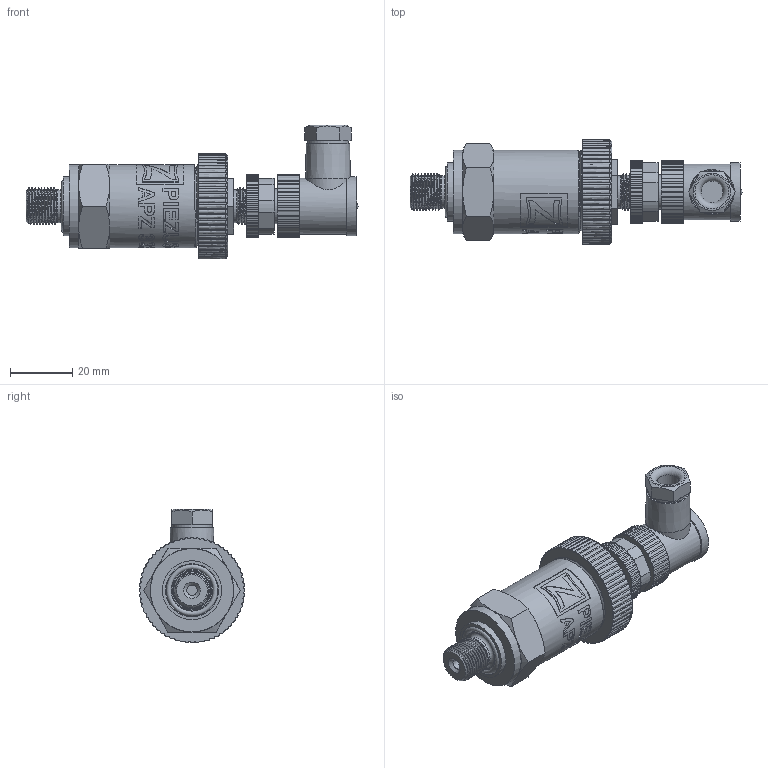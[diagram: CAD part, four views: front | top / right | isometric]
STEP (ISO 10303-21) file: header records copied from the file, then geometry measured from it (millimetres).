
FILE_DESCRIPTION(/* description */ (''),/* implementation_level */ '2;1');
FILE_NAME(/* name */ 'APZ3230_M12x1DIN_M12x1-angular.step',/* time_stamp */ '2021-06-24T10:24:15+03:00',/* author */ (''),/* organization */ (''),/* preprocessor_version */ 'ST-DEVELOPER v18.1',/* originating_system */ 'Autodesk Translation Framework v10.9.0.1377',/* authorisation */ '');
FILE_SCHEMA (('AUTOMOTIVE_DESIGN { 1 0 10303 214 3 1 1 }'));
Products named in the file (6): APZ3230_M12x1DIN_M12x1-angular; M12x1 DIN; OMAL nut M27x1.5 v8; M12x1 male v16; Ш100.000.002 v4; M12x1 female angular v10
Assembly tree (5 placements, depth 2):
  APZ3230_M12x1DIN_M12x1-angular
    M12x1 DIN
    OMAL nut M27x1.5 v8
    M12x1 male v16
    Ш100.000.002 v4
    M12x1 female angular v10
Bounding box: 107.07 x 34 x 43.2 mm (x, y, z)
Volume: 48252.7 mm3; surface area: 19918.7 mm2
Topology: 17 solids, 17 shells, 1014 faces, 2839 edges, 1906 vertices
Faces by surface type: bspline 456, cylinder 341, plane 175, cone 31, torus 10, sphere 1
Full cylindrical faces by diameter (mm): 1 x12, 1.5 x4, 3.3 x1, 7 x1, 8 x1, 8.2 x1, 9.471 x2, 10.5 x1, 10.6 x2, 10.741 x15, 11.035 x4, 11.156 x1, 11.884 x13, 12.152 x4, 13 x1, 13.5 x1, 14 x1, 14.137 x4, 14.526 x3, 15.85 x3, 16.203 x3, 16.7 x1, 18 x1, 19 x2, 21.4 x2, 22.3 x1, 22.4 x1, 24.5 x1, 25.132 x4, 25.526 x4
Entity records: 76435 total; most frequent: CARTESIAN_POINT 52973, ORIENTED_EDGE 5678, DIRECTION 3499, EDGE_CURVE 2839, VERTEX_POINT 1906, AXIS2_PLACEMENT_3D 1212, B_SPLINE_CURVE_WITH_KNOTS 1090, EDGE_LOOP 1078
